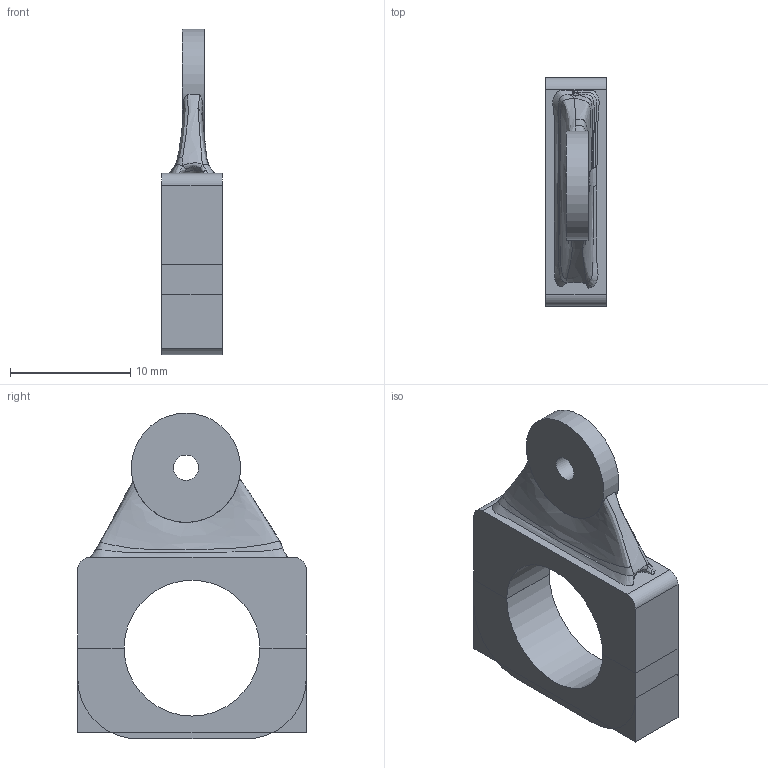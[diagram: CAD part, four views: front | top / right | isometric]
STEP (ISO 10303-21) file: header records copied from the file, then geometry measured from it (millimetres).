
FILE_DESCRIPTION(/* description */ ('','CAx-IF Rec.Pracs.---Representation and Presentation of Product Manufacturing Information (PMI)---4.0---2014-10-13'),/* implementation_level */ '2;1');
FILE_NAME(/* name */ 'Connecting Rod.step',/* time_stamp */ '2025-03-10T04:07:15-04:00',/* author */ (''),/* organization */ (''),/* preprocessor_version */ 'ST-DEVELOPER v20',/* originating_system */ 'Autodesk Translation Framework v13.20.0.188',/* authorisation */ '');
FILE_SCHEMA (('AP242_MANAGED_MODEL_BASED_3D_ENGINEERING_MIM_LF { 1 0 10303 442 1 1 4 }'));
Length unit declared in the file: millimetre
Products named in the file (4): Connecting Rod Body; Connecting Rod Crank End; Component1; Component1(Mirror)
Assembly tree (3 placements, depth 2):
  Connecting Rod Body
    Connecting Rod Crank End
    Component1
    Component1(Mirror)
Bounding box: 5 x 19 x 27.09 mm (x, y, z)
Volume: 1469.7 mm3; surface area: 1805.4 mm2
Topology: 3 solids, 3 shells, 149 faces, 408 edges, 266 vertices
Faces by surface type: cylinder 85, bspline 41, plane 23
Full cylindrical faces by diameter (mm): 1.623 x12, 2.074 x11, 2.1 x1, 9.091 x1
Entity records: 15998 total; most frequent: CARTESIAN_POINT 12697, ORIENTED_EDGE 816, DIRECTION 413, EDGE_CURVE 408, VERTEX_POINT 266, B_SPLINE_CURVE_WITH_KNOTS 252, EDGE_LOOP 158, FACE_OUTER_BOUND 149
